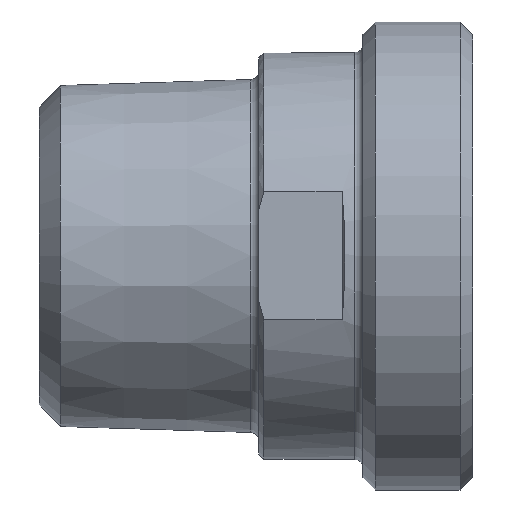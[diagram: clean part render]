
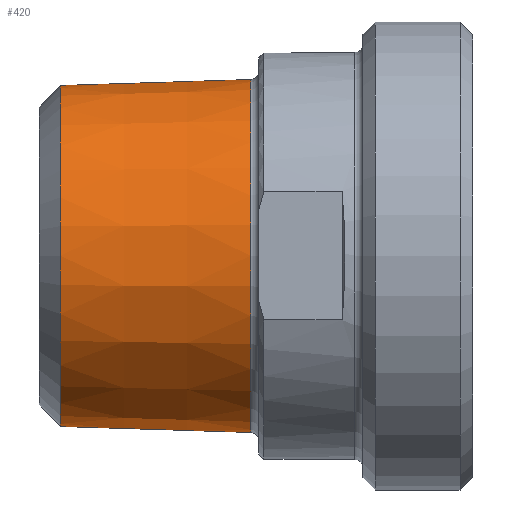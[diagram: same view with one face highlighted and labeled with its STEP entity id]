
A CAD part, top view. The second image highlights one B-rep face of the part: STEP entity #420.
In plain terms, the highlighted conical face has half-angle 1.8 degrees and reference radius 16.605 mm.
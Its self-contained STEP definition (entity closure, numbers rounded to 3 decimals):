
#27=CONICAL_SURFACE('',#487,16.605,0.031);
#48=CIRCLE('',#482,16.338);
#49=CIRCLE('',#483,16.338);
#52=CIRCLE('',#488,16.911);
#53=CIRCLE('',#489,16.911);
#89=FACE_OUTER_BOUND('',#117,.T.);
#117=EDGE_LOOP('',(#339,#340,#341,#342,#343,#344));
#146=LINE('',#755,#166);
#166=VECTOR('',#603,16.605);
#198=VERTEX_POINT('',#741);
#199=VERTEX_POINT('',#742);
#202=VERTEX_POINT('',#752);
#203=VERTEX_POINT('',#753);
#248=EDGE_CURVE('',#198,#199,#48,.T.);
#249=EDGE_CURVE('',#199,#198,#49,.T.);
#253=EDGE_CURVE('',#202,#203,#52,.T.);
#254=EDGE_CURVE('',#202,#199,#146,.T.);
#255=EDGE_CURVE('',#203,#202,#53,.T.);
#339=ORIENTED_EDGE('',*,*,#253,.F.);
#340=ORIENTED_EDGE('',*,*,#254,.T.);
#341=ORIENTED_EDGE('',*,*,#248,.F.);
#342=ORIENTED_EDGE('',*,*,#249,.F.);
#343=ORIENTED_EDGE('',*,*,#254,.F.);
#344=ORIENTED_EDGE('',*,*,#255,.F.);
#420=ADVANCED_FACE('',(#89),#27,.T.);
#482=AXIS2_PLACEMENT_3D('',#743,#588,#589);
#483=AXIS2_PLACEMENT_3D('',#744,#590,#591);
#487=AXIS2_PLACEMENT_3D('',#751,#599,#600);
#488=AXIS2_PLACEMENT_3D('',#754,#601,#602);
#489=AXIS2_PLACEMENT_3D('',#756,#604,#605);
#588=DIRECTION('center_axis',(-1.,0.,0.));
#589=DIRECTION('ref_axis',(0.,-1.,0.));
#590=DIRECTION('center_axis',(-1.,0.,0.));
#591=DIRECTION('ref_axis',(0.,-1.,0.));
#599=DIRECTION('center_axis',(1.,0.,0.));
#600=DIRECTION('ref_axis',(0.,1.,0.));
#601=DIRECTION('center_axis',(1.,0.,0.));
#602=DIRECTION('ref_axis',(0.,-1.,0.));
#603=DIRECTION('',(-1.,0.031,0.));
#604=DIRECTION('center_axis',(1.,0.,0.));
#605=DIRECTION('ref_axis',(0.,-1.,0.));
#741=CARTESIAN_POINT('',(-39.501,16.338,0.));
#742=CARTESIAN_POINT('',(-39.501,-16.338,0.));
#743=CARTESIAN_POINT('Origin',(-39.501,0.,0.));
#744=CARTESIAN_POINT('Origin',(-39.501,0.,0.));
#751=CARTESIAN_POINT('Origin',(-31.,0.,0.));
#752=CARTESIAN_POINT('',(-21.275,-16.911,0.));
#753=CARTESIAN_POINT('',(-21.275,0.,16.911));
#754=CARTESIAN_POINT('Origin',(-21.275,0.,0.));
#755=CARTESIAN_POINT('',(-31.,-16.605,0.));
#756=CARTESIAN_POINT('Origin',(-21.275,0.,0.));
